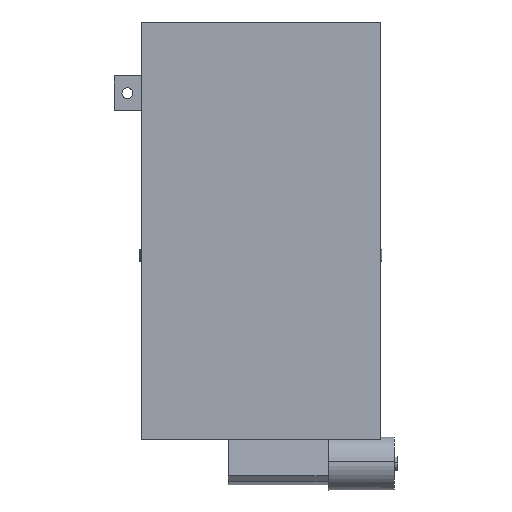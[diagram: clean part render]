
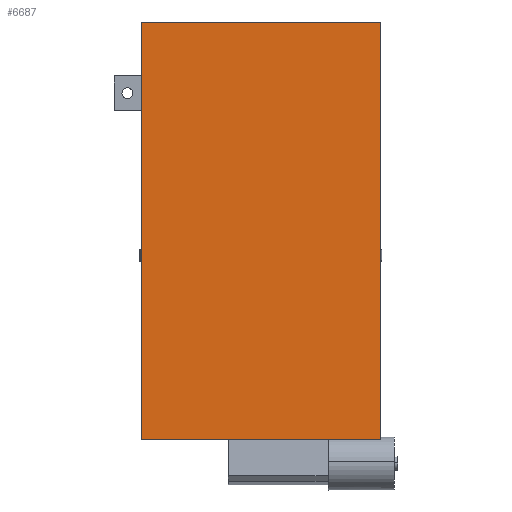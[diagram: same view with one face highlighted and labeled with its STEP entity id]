
A CAD part, front view. The second image highlights one B-rep face of the part: STEP entity #6687.
In plain terms, the highlighted planar face has unit normal (0, -1, 0).
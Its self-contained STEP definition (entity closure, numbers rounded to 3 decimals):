
#319 = DIRECTION ( 'NONE',  ( 1., 0., 0. ) ) ;
#412 = ORIENTED_EDGE ( 'NONE', *, *, #14668, .F. ) ;
#998 = CARTESIAN_POINT ( 'NONE',  ( -55., 0., 96. ) ) ;
#1092 = VERTEX_POINT ( 'NONE', #12611 ) ;
#1228 = DIRECTION ( 'NONE',  ( 0., 0., 1. ) ) ;
#1824 = DIRECTION ( 'NONE',  ( -1., 0., 0. ) ) ;
#1943 = VECTOR ( 'NONE', #17292, 1000. ) ;
#1965 = EDGE_LOOP ( 'NONE', ( #13164, #13620, #17854, #412 ) ) ;
#2414 = LINE ( 'NONE', #14396, #1943 ) ;
#3012 = LINE ( 'NONE', #7750, #9513 ) ;
#3082 = CARTESIAN_POINT ( 'NONE',  ( -55., 0., -96. ) ) ;
#3595 = DIRECTION ( 'NONE',  ( 0., 0., 1. ) ) ;
#4770 = EDGE_CURVE ( 'NONE', #8448, #5602, #9761, .T. ) ;
#5109 = CARTESIAN_POINT ( 'NONE',  ( 0., 0., 0. ) ) ;
#5602 = VERTEX_POINT ( 'NONE', #998 ) ;
#5959 = VECTOR ( 'NONE', #1824, 1000. ) ;
#6687 = ADVANCED_FACE ( 'NONE', ( #15372 ), #15355, .F. ) ;
#7364 = CARTESIAN_POINT ( 'NONE',  ( -55., 0., -96. ) ) ;
#7379 = VERTEX_POINT ( 'NONE', #15117 ) ;
#7750 = CARTESIAN_POINT ( 'NONE',  ( -55., 0., 96. ) ) ;
#7757 = EDGE_CURVE ( 'NONE', #7379, #8448, #17190, .T. ) ;
#8448 = VERTEX_POINT ( 'NONE', #3082 ) ;
#9428 = DIRECTION ( 'NONE',  ( 0., 1., 0. ) ) ;
#9513 = VECTOR ( 'NONE', #319, 1000. ) ;
#9761 = LINE ( 'NONE', #15380, #12230 ) ;
#12230 = VECTOR ( 'NONE', #1228, 1000. ) ;
#12611 = CARTESIAN_POINT ( 'NONE',  ( 55., 0., 96. ) ) ;
#12714 = AXIS2_PLACEMENT_3D ( 'NONE', #5109, #9428, #3595 ) ;
#13164 = ORIENTED_EDGE ( 'NONE', *, *, #4770, .F. ) ;
#13307 = EDGE_CURVE ( 'NONE', #1092, #7379, #2414, .T. ) ;
#13620 = ORIENTED_EDGE ( 'NONE', *, *, #7757, .F. ) ;
#14396 = CARTESIAN_POINT ( 'NONE',  ( 55., 0., -96. ) ) ;
#14668 = EDGE_CURVE ( 'NONE', #5602, #1092, #3012, .T. ) ;
#15117 = CARTESIAN_POINT ( 'NONE',  ( 55., 0., -96. ) ) ;
#15355 = PLANE ( 'NONE',  #12714 ) ;
#15372 = FACE_OUTER_BOUND ( 'NONE', #1965, .T. ) ;
#15380 = CARTESIAN_POINT ( 'NONE',  ( -55., 0., -96. ) ) ;
#17190 = LINE ( 'NONE', #7364, #5959 ) ;
#17292 = DIRECTION ( 'NONE',  ( 0., 0., -1. ) ) ;
#17854 = ORIENTED_EDGE ( 'NONE', *, *, #13307, .F. ) ;
